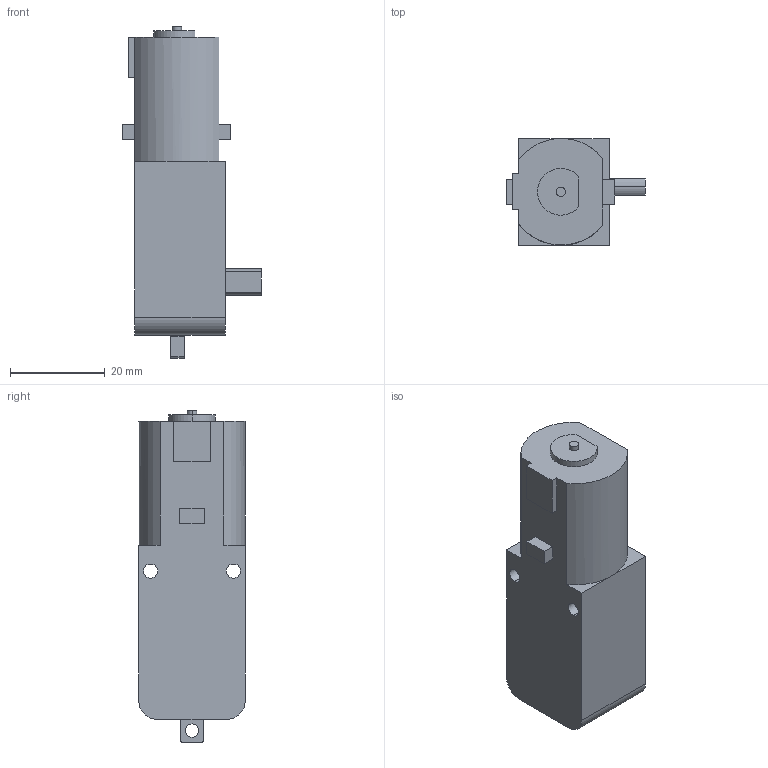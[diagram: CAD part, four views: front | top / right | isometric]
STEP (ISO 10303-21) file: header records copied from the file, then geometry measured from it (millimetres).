
FILE_DESCRIPTION (( 'STEP AP203' ), '1' );
FILE_NAME ('GearBox.STEP', '2019-10-02T05:40:47', ( '' ), ( '' ), 'SwSTEP 2.0', 'SolidWorks 2019', '' );
FILE_SCHEMA (( 'CONFIG_CONTROL_DESIGN' ));
Length unit declared in the file: inch
Products named in the file (1): GearBox
Bounding box: 29.21 x 22.47 x 70.02 mm (x, y, z)
Volume: 24950.7 mm3; surface area: 6330.5 mm2
Topology: 1 solids, 1 shells, 58 faces, 146 edges, 96 vertices
Faces by surface type: plane 37, cylinder 21
Entity records: 1835 total; most frequent: DIRECTION 310, CARTESIAN_POINT 301, ORIENTED_EDGE 292, EDGE_CURVE 146, AXIS2_PLACEMENT_3D 105, LINE 100, VECTOR 100, VERTEX_POINT 96
